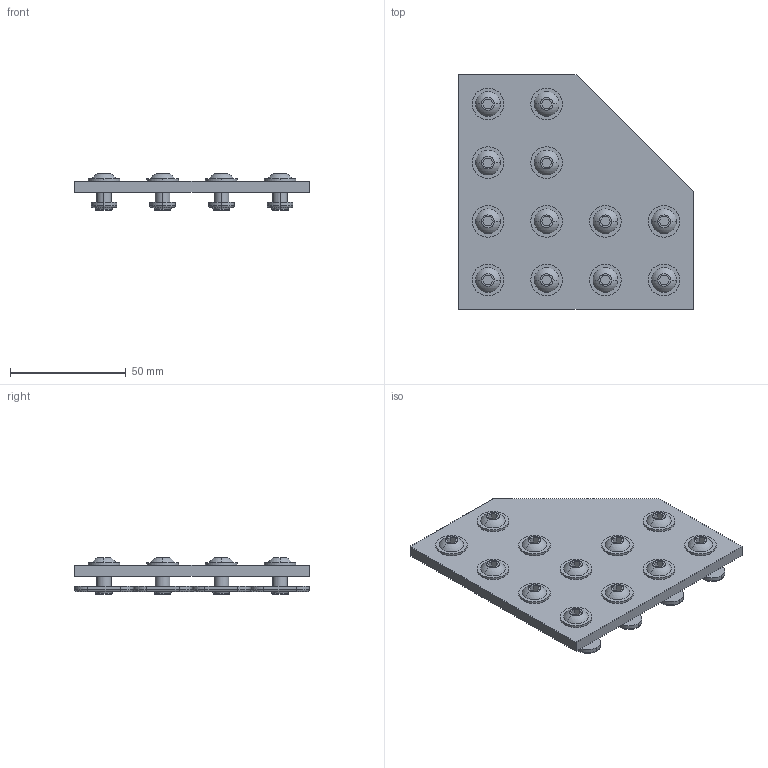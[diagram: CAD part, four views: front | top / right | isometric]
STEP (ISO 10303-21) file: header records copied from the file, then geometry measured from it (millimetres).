
FILE_DESCRIPTION (( 'STEP AP203' ), '1' );
FILE_NAME ('653065.SLDASM.step', '2003-10-13T11:22:03', ( 'Jerry Winters' ), ( 'GoEngineer' ), 'SwSTEP 2.0', 'SolidWorks 2003174', '' );
FILE_SCHEMA (( 'CONFIG_CONTROL_DESIGN' ));
Length unit declared in the file: inch
Products named in the file (5): 653065.SLDASM; Joining Plate (90 Degree)_653065; 651130; FBHSCS_651136; 651163
Assembly tree (15 placements, depth 3):
  653065.SLDASM
    Joining Plate (90 Degree)_653065
    651130  x12
      651163
      FBHSCS_651136
Bounding box: 101.6 x 101.6 x 16 mm (x, y, z)
Volume: 55441.2 mm3; surface area: 36279.5 mm2
Topology: 25 solids, 25 shells, 463 faces, 1011 edges, 646 vertices
Faces by surface type: plane 199, cylinder 180, torus 60, sphere 24
Entity records: 2951 total; most frequent: DIRECTION 424, CARTESIAN_POINT 357, ORIENTED_EDGE 328, AXIS2_PLACEMENT_3D 174, EDGE_CURVE 164, VERTEX_POINT 107, EDGE_LOOP 97, CIRCLE 88
